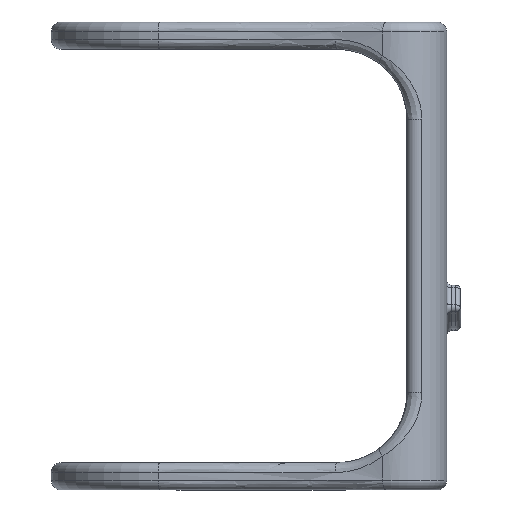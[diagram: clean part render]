
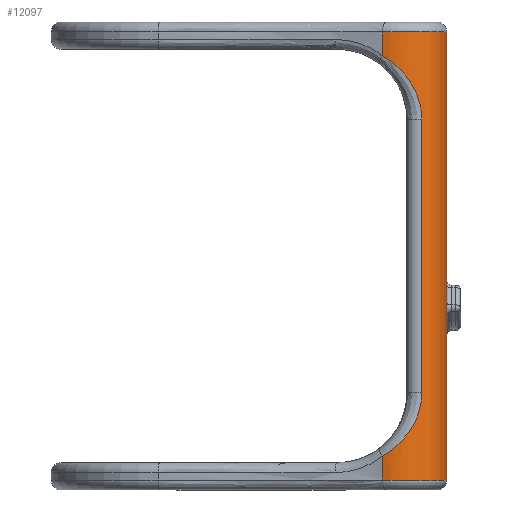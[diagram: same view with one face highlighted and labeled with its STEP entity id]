
A CAD part, front view. The second image highlights one B-rep face of the part: STEP entity #12097.
In plain terms, the highlighted cylindrical face has radius 5 mm (diameter 10 mm), a partial arc.
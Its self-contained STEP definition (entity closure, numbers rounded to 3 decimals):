
#349 = EDGE_CURVE ( 'NONE', #9010, #6195, #10113, .T. ) ;
#369 = CARTESIAN_POINT ( 'NONE',  ( 21.644, -15.848, 19.355 ) ) ;
#439 = DIRECTION ( 'NONE',  ( 0., 0., 1. ) ) ;
#538 = CARTESIAN_POINT ( 'NONE',  ( 21.12, -15.782, 19.753 ) ) ;
#611 = DIRECTION ( 'NONE',  ( 0., 0., 1. ) ) ;
#622 = CARTESIAN_POINT ( 'NONE',  ( 23.208, -15.709, 17.694 ) ) ;
#657 = LINE ( 'NONE', #11820, #1860 ) ;
#827 = VECTOR ( 'NONE', #12167, 1000. ) ;
#1516 = CARTESIAN_POINT ( 'NONE',  ( 22., -10.853, -22.5 ) ) ;
#1604 = VECTOR ( 'NONE', #5526, 1000. ) ;
#1663 = CYLINDRICAL_SURFACE ( 'NONE', #15662, 5. ) ;
#1681 = CARTESIAN_POINT ( 'NONE',  ( 24.109, -15.388, 15.99 ) ) ;
#1740 = ORIENTED_EDGE ( 'NONE', *, *, #11284, .T. ) ;
#1846 = CARTESIAN_POINT ( 'NONE',  ( 24.5, -15.184, 13.75 ) ) ;
#1860 = VECTOR ( 'NONE', #6654, 1000. ) ;
#2124 = EDGE_CURVE ( 'NONE', #12966, #6195, #14602, .T. ) ;
#2160 = DIRECTION ( 'NONE',  ( 0., 0., -1. ) ) ;
#2266 = CARTESIAN_POINT ( 'NONE',  ( 24.399, -15.246, -15.055 ) ) ;
#2886 = VERTEX_POINT ( 'NONE', #11058 ) ;
#2905 = CIRCLE ( 'NONE', #8882, 5. ) ;
#3058 = CARTESIAN_POINT ( 'NONE',  ( 23.99, -15.443, 16.291 ) ) ;
#3493 = CARTESIAN_POINT ( 'NONE',  ( 27., -10.853, 22.5 ) ) ;
#3749 = DIRECTION ( 'NONE',  ( 0., 0., -1. ) ) ;
#4108 = EDGE_CURVE ( 'NONE', #5064, #14686, #12713, .T. ) ;
#4179 = ORIENTED_EDGE ( 'NONE', *, *, #4108, .T. ) ;
#4270 = CARTESIAN_POINT ( 'NONE',  ( 22.369, -15.845, 18.695 ) ) ;
#4620 = CARTESIAN_POINT ( 'NONE',  ( 23.201, -15.71, -17.704 ) ) ;
#4782 = CARTESIAN_POINT ( 'NONE',  ( 20.577, -15.647, -20.103 ) ) ;
#5064 = VERTEX_POINT ( 'NONE', #3493 ) ;
#5526 = DIRECTION ( 'NONE',  ( 0., 0., -1. ) ) ;
#5568 = CARTESIAN_POINT ( 'NONE',  ( 20.577, -15.647, 20.103 ) ) ;
#5887 = DIRECTION ( 'NONE',  ( -1., 0., 0. ) ) ;
#5938 = ORIENTED_EDGE ( 'NONE', *, *, #2124, .F. ) ;
#6051 = EDGE_LOOP ( 'NONE', ( #6730, #4179, #9347, #7033, #1740, #14629, #5938, #8782 ) ) ;
#6110 = CARTESIAN_POINT ( 'NONE',  ( 20.577, -15.647, -22.5 ) ) ;
#6151 = CARTESIAN_POINT ( 'NONE',  ( 24.5, -15.184, -13.75 ) ) ;
#6195 = VERTEX_POINT ( 'NONE', #8459 ) ;
#6438 = DIRECTION ( 'NONE',  ( -1., 0., 0. ) ) ;
#6567 = LINE ( 'NONE', #11655, #1604 ) ;
#6589 = CARTESIAN_POINT ( 'NONE',  ( 22., -10.853, 0. ) ) ;
#6612 = CARTESIAN_POINT ( 'NONE',  ( 24.399, -15.246, 15.054 ) ) ;
#6654 = DIRECTION ( 'NONE',  ( 0., 0., 1. ) ) ;
#6730 = ORIENTED_EDGE ( 'NONE', *, *, #14148, .F. ) ;
#7033 = ORIENTED_EDGE ( 'NONE', *, *, #12662, .T. ) ;
#7850 = CARTESIAN_POINT ( 'NONE',  ( 22.593, -15.823, 18.459 ) ) ;
#7879 = VERTEX_POINT ( 'NONE', #13820 ) ;
#8100 = VECTOR ( 'NONE', #3749, 1000. ) ;
#8283 = CARTESIAN_POINT ( 'NONE',  ( 24.108, -15.388, -15.99 ) ) ;
#8459 = CARTESIAN_POINT ( 'NONE',  ( 20.577, -15.647, -20.103 ) ) ;
#8782 = ORIENTED_EDGE ( 'NONE', *, *, #13762, .T. ) ;
#8882 = AXIS2_PLACEMENT_3D ( 'NONE', #1516, #611, #6438 ) ;
#8984 = FACE_OUTER_BOUND ( 'NONE', #6051, .T. ) ;
#9010 = VERTEX_POINT ( 'NONE', #10324 ) ;
#9240 = CARTESIAN_POINT ( 'NONE',  ( 23.013, -15.754, 17.958 ) ) ;
#9347 = ORIENTED_EDGE ( 'NONE', *, *, #11283, .F. ) ;
#9589 = CARTESIAN_POINT ( 'NONE',  ( 24.5, -15.184, -14.413 ) ) ;
#9835 = CARTESIAN_POINT ( 'NONE',  ( 23.71, -15.554, -16.883 ) ) ;
#10113 = B_SPLINE_CURVE_WITH_KNOTS ( 'NONE', 3,
 ( #6151, #9589, #2266, #8283, #11140, #9835, #14645, #4620, #13266, #14564, #15977, #14806, #15810, #4782 ),
 .UNSPECIFIED., .F., .F.,
 ( 4, 2, 2, 2, 2, 2, 4 ),
 ( 0., 0.002, 0.003, 0.004, 0.005, 0.006, 0.008 ),
 .UNSPECIFIED. ) ;
#10324 = CARTESIAN_POINT ( 'NONE',  ( 24.5, -15.184, -13.75 ) ) ;
#10870 = CARTESIAN_POINT ( 'NONE',  ( 22., -10.853, 22.5 ) ) ;
#11058 = CARTESIAN_POINT ( 'NONE',  ( 20.577, -15.647, 20.103 ) ) ;
#11140 = CARTESIAN_POINT ( 'NONE',  ( 23.989, -15.443, -16.295 ) ) ;
#11283 = EDGE_CURVE ( 'NONE', #2886, #14686, #657, .T. ) ;
#11284 = EDGE_CURVE ( 'NONE', #15897, #9010, #6567, .T. ) ;
#11535 = CARTESIAN_POINT ( 'NONE',  ( 23.559, -15.608, 17.152 ) ) ;
#11655 = CARTESIAN_POINT ( 'NONE',  ( 24.5, -15.184, 0. ) ) ;
#11702 = CARTESIAN_POINT ( 'NONE',  ( 20.851, -15.728, 19.936 ) ) ;
#11820 = CARTESIAN_POINT ( 'NONE',  ( 20.577, -15.647, -23.5 ) ) ;
#12097 = ADVANCED_FACE ( 'NONE', ( #8984 ), #1663, .T. ) ;
#12167 = DIRECTION ( 'NONE',  ( 0., 0., 1. ) ) ;
#12662 = EDGE_CURVE ( 'NONE', #2886, #15897, #14150, .T. ) ;
#12713 = CIRCLE ( 'NONE', #13483, 5. ) ;
#12966 = VERTEX_POINT ( 'NONE', #6110 ) ;
#12999 = CARTESIAN_POINT ( 'NONE',  ( 24.5, -15.184, 14.413 ) ) ;
#13071 = CARTESIAN_POINT ( 'NONE',  ( 20.577, -15.647, -23.5 ) ) ;
#13266 = CARTESIAN_POINT ( 'NONE',  ( 23.009, -15.755, -17.963 ) ) ;
#13483 = AXIS2_PLACEMENT_3D ( 'NONE', #10870, #2160, #5887 ) ;
#13762 = EDGE_CURVE ( 'NONE', #12966, #7879, #2905, .T. ) ;
#13820 = CARTESIAN_POINT ( 'NONE',  ( 27., -10.853, -22.5 ) ) ;
#14148 = EDGE_CURVE ( 'NONE', #5064, #7879, #14914, .T. ) ;
#14150 = B_SPLINE_CURVE_WITH_KNOTS ( 'NONE', 3,
 ( #5568, #11702, #538, #369, #15451, #4270, #7850, #9240, #622, #11535, #14218, #3058, #1681, #6612, #12999, #1846 ),
 .UNSPECIFIED., .F., .F.,
 ( 4, 2, 2, 2, 2, 2, 2, 4 ),
 ( 0., 0.001, 0.002, 0.003, 0.004, 0.005, 0.006, 0.008 ),
 .UNSPECIFIED. ) ;
#14218 = CARTESIAN_POINT ( 'NONE',  ( 23.715, -15.552, 16.872 ) ) ;
#14564 = CARTESIAN_POINT ( 'NONE',  ( 22.591, -15.823, -18.461 ) ) ;
#14590 = CARTESIAN_POINT ( 'NONE',  ( 20.577, -15.647, 22.5 ) ) ;
#14602 = LINE ( 'NONE', #13071, #827 ) ;
#14629 = ORIENTED_EDGE ( 'NONE', *, *, #349, .T. ) ;
#14645 = CARTESIAN_POINT ( 'NONE',  ( 23.552, -15.61, -17.164 ) ) ;
#14686 = VERTEX_POINT ( 'NONE', #14590 ) ;
#14806 = CARTESIAN_POINT ( 'NONE',  ( 21.646, -15.864, -19.378 ) ) ;
#14914 = LINE ( 'NONE', #16078, #8100 ) ;
#15109 = DIRECTION ( 'NONE',  ( 1., 0., 0. ) ) ;
#15451 = CARTESIAN_POINT ( 'NONE',  ( 21.895, -15.858, 19.143 ) ) ;
#15662 = AXIS2_PLACEMENT_3D ( 'NONE', #6589, #439, #15109 ) ;
#15810 = CARTESIAN_POINT ( 'NONE',  ( 21.127, -15.81, -19.767 ) ) ;
#15897 = VERTEX_POINT ( 'NONE', #15988 ) ;
#15977 = CARTESIAN_POINT ( 'NONE',  ( 22.362, -15.846, -18.702 ) ) ;
#15988 = CARTESIAN_POINT ( 'NONE',  ( 24.5, -15.184, 13.75 ) ) ;
#16078 = CARTESIAN_POINT ( 'NONE',  ( 27., -10.853, -23.5 ) ) ;
